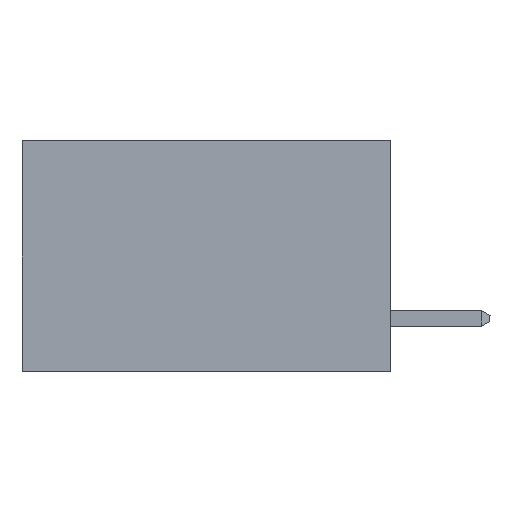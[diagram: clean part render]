
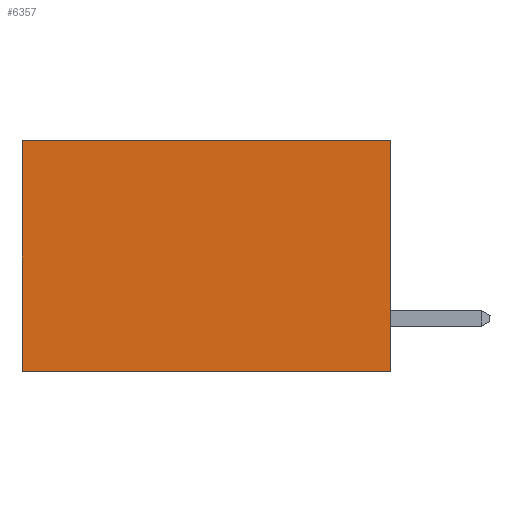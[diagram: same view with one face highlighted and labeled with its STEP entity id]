
A CAD part, left-side view. The second image highlights one B-rep face of the part: STEP entity #6357.
In plain terms, the highlighted planar face has unit normal (-1, 0, 0).
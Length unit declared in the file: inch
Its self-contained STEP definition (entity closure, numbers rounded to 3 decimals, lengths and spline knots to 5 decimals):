
#82 = VECTOR ( 'NONE', #11979, 39.37008 ) ;
#1424 = EDGE_CURVE ( 'NONE', #10735, #5670, #12266, .T. ) ;
#2160 = DIRECTION ( 'NONE',  ( 0., 0., -1. ) ) ;
#3661 = EDGE_LOOP ( 'NONE', ( #11556, #4001, #9351, #4318 ) ) ;
#3739 = CARTESIAN_POINT ( 'NONE',  ( 0.277, 0.59, -0.37 ) ) ;
#4001 = ORIENTED_EDGE ( 'NONE', *, *, #12498, .F. ) ;
#4150 = DIRECTION ( 'NONE',  ( 0., 1., 0. ) ) ;
#4169 = CARTESIAN_POINT ( 'NONE',  ( 0.277, 0., -0.37 ) ) ;
#4318 = ORIENTED_EDGE ( 'NONE', *, *, #10808, .T. ) ;
#4463 = VECTOR ( 'NONE', #6197, 39.37008 ) ;
#4524 = VECTOR ( 'NONE', #9046, 39.37008 ) ;
#4640 = EDGE_CURVE ( 'NONE', #7560, #8566, #6036, .T. ) ;
#5014 = VECTOR ( 'NONE', #4150, 39.37008 ) ;
#5670 = VERTEX_POINT ( 'NONE', #10346 ) ;
#6036 = LINE ( 'NONE', #3739, #82 ) ;
#6197 = DIRECTION ( 'NONE',  ( 0., 0., -1. ) ) ;
#6357 = ADVANCED_FACE ( 'NONE', ( #7447 ), #11092, .F. ) ;
#6857 = LINE ( 'NONE', #7027, #4524 ) ;
#7027 = CARTESIAN_POINT ( 'NONE',  ( 0.277, 0., -0.37 ) ) ;
#7447 = FACE_OUTER_BOUND ( 'NONE', #3661, .T. ) ;
#7560 = VERTEX_POINT ( 'NONE', #11996 ) ;
#7731 = LINE ( 'NONE', #8171, #5014 ) ;
#8171 = CARTESIAN_POINT ( 'NONE',  ( 0.277, 0., 0. ) ) ;
#8236 = DIRECTION ( 'NONE',  ( 1., 0., 0. ) ) ;
#8566 = VERTEX_POINT ( 'NONE', #10623 ) ;
#9046 = DIRECTION ( 'NONE',  ( 0., 1., 0. ) ) ;
#9351 = ORIENTED_EDGE ( 'NONE', *, *, #1424, .F. ) ;
#9699 = CARTESIAN_POINT ( 'NONE',  ( 0.277, 0., -0.37 ) ) ;
#10346 = CARTESIAN_POINT ( 'NONE',  ( 0.277, 0., -0.37 ) ) ;
#10623 = CARTESIAN_POINT ( 'NONE',  ( 0.277, 0.59, -0.37 ) ) ;
#10735 = VERTEX_POINT ( 'NONE', #10993 ) ;
#10808 = EDGE_CURVE ( 'NONE', #10735, #7560, #7731, .T. ) ;
#10993 = CARTESIAN_POINT ( 'NONE',  ( 0.277, 0., 0. ) ) ;
#11092 = PLANE ( 'NONE',  #11675 ) ;
#11556 = ORIENTED_EDGE ( 'NONE', *, *, #4640, .T. ) ;
#11675 = AXIS2_PLACEMENT_3D ( 'NONE', #4169, #8236, #2160 ) ;
#11979 = DIRECTION ( 'NONE',  ( 0., 0., -1. ) ) ;
#11996 = CARTESIAN_POINT ( 'NONE',  ( 0.277, 0.59, 0. ) ) ;
#12266 = LINE ( 'NONE', #9699, #4463 ) ;
#12498 = EDGE_CURVE ( 'NONE', #5670, #8566, #6857, .T. ) ;
